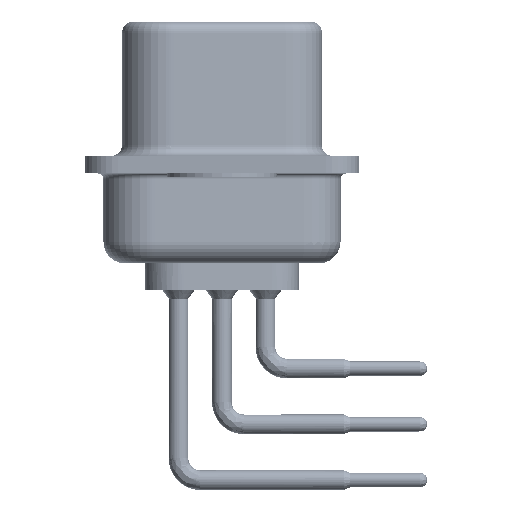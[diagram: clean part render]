
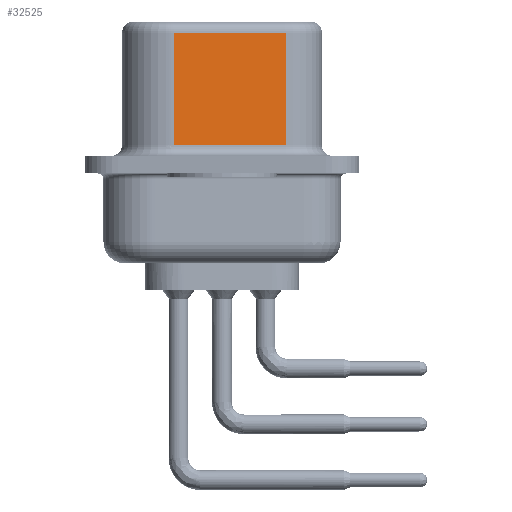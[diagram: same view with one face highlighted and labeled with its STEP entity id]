
A CAD part, left-side view. The second image highlights one B-rep face of the part: STEP entity #32525.
In plain terms, the highlighted planar face has unit normal (-0.985, -0.174, 0).
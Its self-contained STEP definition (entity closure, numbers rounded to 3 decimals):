
#1016 = AXIS2_PLACEMENT_3D ( 'NONE', #28968, #11119, #32004 ) ;
#1830 = CARTESIAN_POINT ( 'NONE',  ( 3.68, 2.203, 6.02 ) ) ;
#2095 = CARTESIAN_POINT ( 'NONE',  ( 4.58, -2.897, 0.9 ) ) ;
#2238 = DIRECTION ( 'NONE',  ( -0.174, 0.985, 0. ) ) ;
#3210 = ORIENTED_EDGE ( 'NONE', *, *, #22190, .T. ) ;
#3270 = VECTOR ( 'NONE', #31811, 1000. ) ;
#7853 = VERTEX_POINT ( 'NONE', #8032 ) ;
#8010 = VECTOR ( 'NONE', #2238, 1000. ) ;
#8032 = CARTESIAN_POINT ( 'NONE',  ( 4.58, -2.897, 6.02 ) ) ;
#9946 = VECTOR ( 'NONE', #11098, 1000. ) ;
#10659 = ORIENTED_EDGE ( 'NONE', *, *, #28822, .T. ) ;
#10895 = LINE ( 'NONE', #2095, #9946 ) ;
#11098 = DIRECTION ( 'NONE',  ( 0.174, -0.985, 0. ) ) ;
#11119 = DIRECTION ( 'NONE',  ( 0.985, 0.174, 0. ) ) ;
#13370 = VERTEX_POINT ( 'NONE', #1830 ) ;
#14041 = VECTOR ( 'NONE', #29024, 1000. ) ;
#17569 = EDGE_CURVE ( 'NONE', #13370, #18739, #21899, .T. ) ;
#18033 = FACE_OUTER_BOUND ( 'NONE', #18971, .T. ) ;
#18739 = VERTEX_POINT ( 'NONE', #32114 ) ;
#18971 = EDGE_LOOP ( 'NONE', ( #21887, #3210, #20830, #10659 ) ) ;
#20830 = ORIENTED_EDGE ( 'NONE', *, *, #17569, .T. ) ;
#21887 = ORIENTED_EDGE ( 'NONE', *, *, #36537, .F. ) ;
#21899 = LINE ( 'NONE', #26038, #14041 ) ;
#22190 = EDGE_CURVE ( 'NONE', #7853, #13370, #31814, .T. ) ;
#24006 = CARTESIAN_POINT ( 'NONE',  ( 4.58, -2.897, 0.9 ) ) ;
#26038 = CARTESIAN_POINT ( 'NONE',  ( 3.68, 2.203, 6.52 ) ) ;
#28822 = EDGE_CURVE ( 'NONE', #18739, #31429, #10895, .T. ) ;
#28968 = CARTESIAN_POINT ( 'NONE',  ( 4.58, -2.897, 6.52 ) ) ;
#29024 = DIRECTION ( 'NONE',  ( 0., 0., -1. ) ) ;
#31429 = VERTEX_POINT ( 'NONE', #24006 ) ;
#31811 = DIRECTION ( 'NONE',  ( 0., 0., -1. ) ) ;
#31814 = LINE ( 'NONE', #37851, #8010 ) ;
#32004 = DIRECTION ( 'NONE',  ( -0.174, 0.985, 0. ) ) ;
#32114 = CARTESIAN_POINT ( 'NONE',  ( 3.68, 2.203, 0.9 ) ) ;
#32525 = ADVANCED_FACE ( 'NONE', ( #18033 ), #34669, .F. ) ;
#34669 = PLANE ( 'NONE',  #1016 ) ;
#34913 = LINE ( 'NONE', #37528, #3270 ) ;
#36537 = EDGE_CURVE ( 'NONE', #7853, #31429, #34913, .T. ) ;
#37528 = CARTESIAN_POINT ( 'NONE',  ( 4.58, -2.897, 6.52 ) ) ;
#37851 = CARTESIAN_POINT ( 'NONE',  ( 4.58, -2.897, 6.02 ) ) ;
